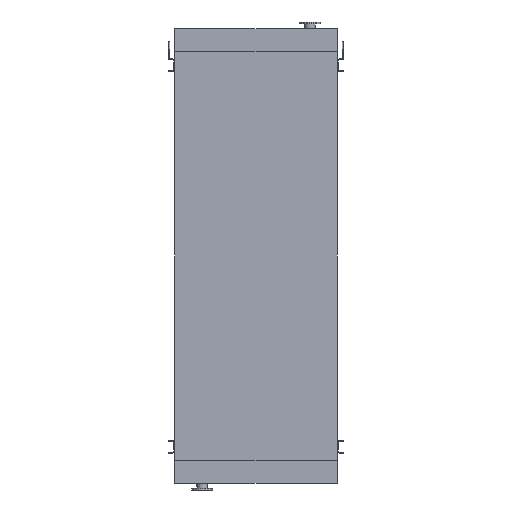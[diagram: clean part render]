
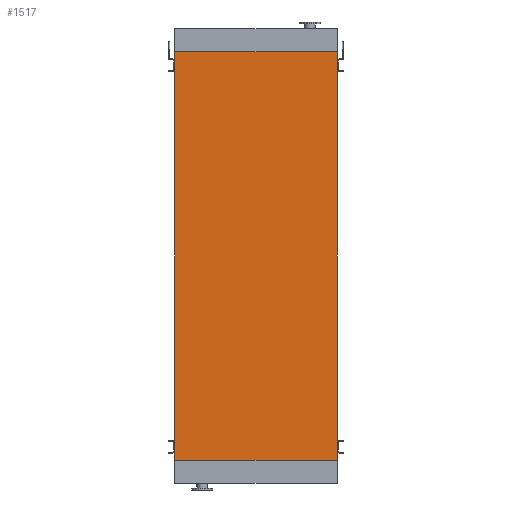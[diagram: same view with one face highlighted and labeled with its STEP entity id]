
A CAD part, front view. The second image highlights one B-rep face of the part: STEP entity #1517.
In plain terms, the highlighted planar face has unit normal (0, -1, 0).
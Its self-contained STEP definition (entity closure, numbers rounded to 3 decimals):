
#321 = CARTESIAN_POINT ( 'NONE',  ( 845., 0., 0. ) ) ;
#497 = EDGE_CURVE ( 'NONE', #1732, #15401, #6875, .T. ) ;
#1422 = EDGE_CURVE ( 'NONE', #13961, #8709, #1721, .T. ) ;
#1517 = ADVANCED_FACE ( 'NONE', ( #13890 ), #8958, .T. ) ;
#1608 = CARTESIAN_POINT ( 'NONE',  ( -845., 0., -4250. ) ) ;
#1721 = LINE ( 'NONE', #4846, #8020 ) ;
#1732 = VERTEX_POINT ( 'NONE', #14642 ) ;
#1759 = CARTESIAN_POINT ( 'NONE',  ( 845., 0., -4250. ) ) ;
#2262 = VECTOR ( 'NONE', #15539, 1000. ) ;
#2995 = LINE ( 'NONE', #1608, #15543 ) ;
#3074 = DIRECTION ( 'NONE',  ( 1., 0., 0. ) ) ;
#3408 = EDGE_CURVE ( 'NONE', #15401, #8709, #12675, .T. ) ;
#3975 = DIRECTION ( 'NONE',  ( 0., 0., -1. ) ) ;
#4155 = DIRECTION ( 'NONE',  ( 0., 0., 1. ) ) ;
#4846 = CARTESIAN_POINT ( 'NONE',  ( -845., 0., 0. ) ) ;
#5067 = DIRECTION ( 'NONE',  ( 1., 0., 0. ) ) ;
#5418 = AXIS2_PLACEMENT_3D ( 'NONE', #10226, #11436, #3975 ) ;
#5761 = CARTESIAN_POINT ( 'NONE',  ( 845., 0., -4250. ) ) ;
#6875 = LINE ( 'NONE', #13054, #12759 ) ;
#7562 = ORIENTED_EDGE ( 'NONE', *, *, #497, .T. ) ;
#8020 = VECTOR ( 'NONE', #5067, 1000. ) ;
#8128 = EDGE_CURVE ( 'NONE', #1732, #13961, #2995, .T. ) ;
#8709 = VERTEX_POINT ( 'NONE', #321 ) ;
#8958 = PLANE ( 'NONE',  #5418 ) ;
#10017 = ORIENTED_EDGE ( 'NONE', *, *, #8128, .F. ) ;
#10226 = CARTESIAN_POINT ( 'NONE',  ( -845., 0., -4250. ) ) ;
#10646 = CARTESIAN_POINT ( 'NONE',  ( -845., 0., 0. ) ) ;
#11436 = DIRECTION ( 'NONE',  ( 0., -1., 0. ) ) ;
#11565 = ORIENTED_EDGE ( 'NONE', *, *, #1422, .F. ) ;
#11743 = EDGE_LOOP ( 'NONE', ( #11565, #10017, #7562, #13989 ) ) ;
#12675 = LINE ( 'NONE', #1759, #2262 ) ;
#12759 = VECTOR ( 'NONE', #3074, 1000. ) ;
#13054 = CARTESIAN_POINT ( 'NONE',  ( -845., 0., -4250. ) ) ;
#13890 = FACE_OUTER_BOUND ( 'NONE', #11743, .T. ) ;
#13961 = VERTEX_POINT ( 'NONE', #10646 ) ;
#13989 = ORIENTED_EDGE ( 'NONE', *, *, #3408, .T. ) ;
#14642 = CARTESIAN_POINT ( 'NONE',  ( -845., 0., -4250. ) ) ;
#15401 = VERTEX_POINT ( 'NONE', #5761 ) ;
#15539 = DIRECTION ( 'NONE',  ( 0., 0., 1. ) ) ;
#15543 = VECTOR ( 'NONE', #4155, 1000. ) ;
